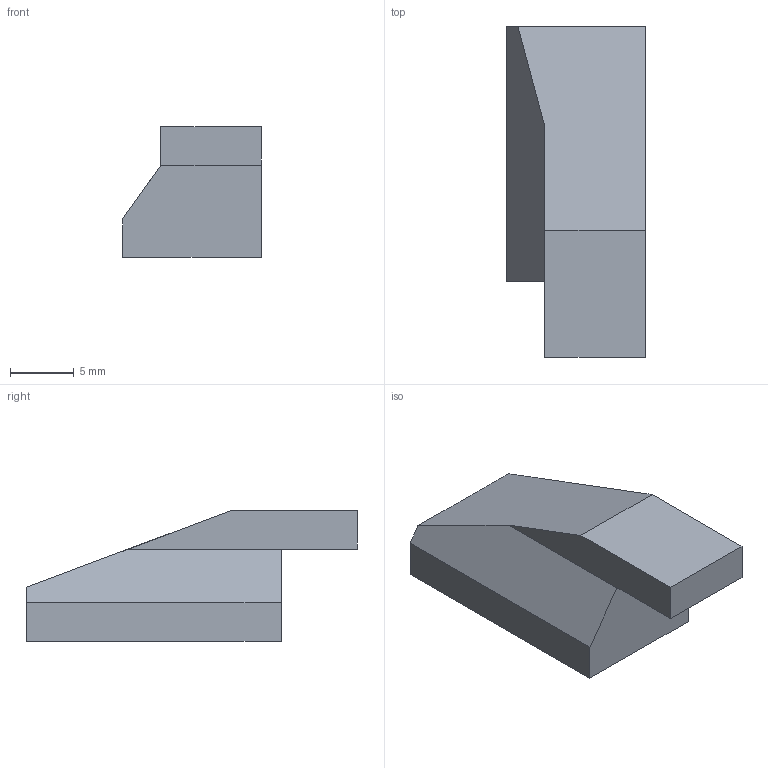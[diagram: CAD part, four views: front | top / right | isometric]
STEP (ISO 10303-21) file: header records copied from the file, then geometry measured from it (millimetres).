
FILE_DESCRIPTION(/* description */ (''),/* implementation_level */ '2;1');
FILE_NAME(/* name */ 'screen-clip.step',/* time_stamp */ '2024-04-26T15:48:14+02:00',/* author */ (''),/* organization */ (''),/* preprocessor_version */ 'ST-DEVELOPER v20',/* originating_system */ 'Autodesk Translation Framework v12.20.1.177',/* authorisation */ '');
FILE_SCHEMA (('AUTOMOTIVE_DESIGN { 1 0 10303 214 3 1 1 }'));
Length unit declared in the file: millimetre
Products named in the file (2): miata-other-parts; screen-clip
Assembly tree (1 placements, depth 2):
  miata-other-parts
    screen-clip
Bounding box: 10.9 x 26 x 10.24 mm (x, y, z)
Volume: 1678.7 mm3; surface area: 996.3 mm2
Topology: 1 solids, 1 shells, 11 faces, 27 edges, 18 vertices
Faces by surface type: plane 11
Entity records: 374 total; most frequent: CARTESIAN_POINT 59, DIRECTION 55, ORIENTED_EDGE 54, LINE 27, VECTOR 27, EDGE_CURVE 27, VERTEX_POINT 18, AXIS2_PLACEMENT_3D 14
